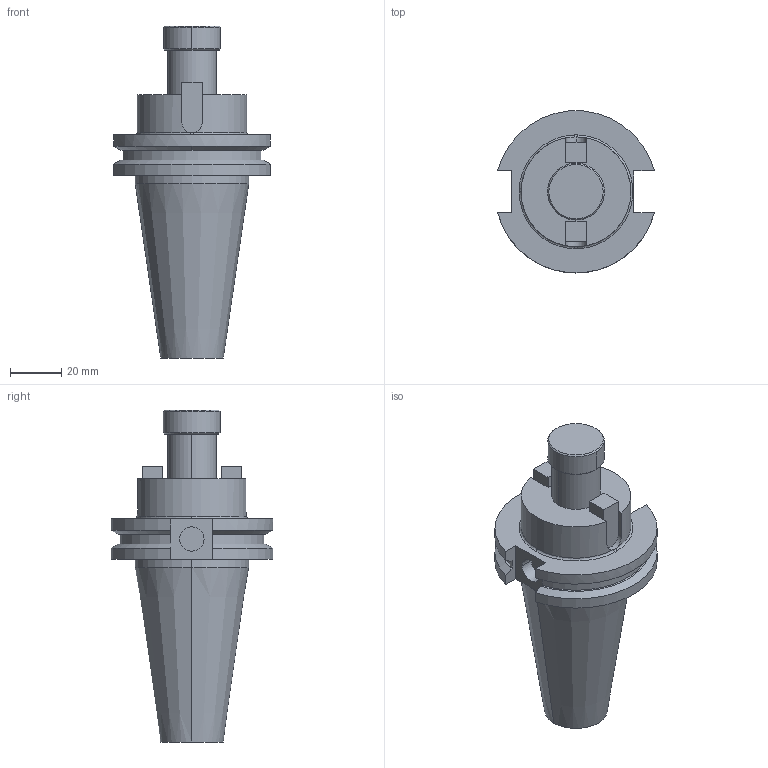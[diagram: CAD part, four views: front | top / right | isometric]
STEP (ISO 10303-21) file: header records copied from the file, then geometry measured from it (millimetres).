
FILE_DESCRIPTION (( 'STEP AP203' ), '1' );
FILE_NAME ('STP-22711.STEP', '2017-01-23T01:39:42', ( '' ), ( '' ), 'SwSTEP 2.0', 'SolidWorks 2015', '' );
FILE_SCHEMA (( 'CONFIG_CONTROL_DESIGN' ));
Length unit declared in the file: millimetre
Products named in the file (1): STP-22711
Bounding box: 61.35 x 63.38 x 129.9 mm (x, y, z)
Volume: 137571 mm3; surface area: 25331.4 mm2
Topology: 4 solids, 4 shells, 83 faces, 199 edges, 129 vertices
Faces by surface type: plane 36, cylinder 29, cone 13, bspline 5
Entity records: 2747 total; most frequent: CARTESIAN_POINT 752, DIRECTION 402, ORIENTED_EDGE 394, EDGE_CURVE 197, AXIS2_PLACEMENT_3D 151, VERTEX_POINT 129, LINE 100, VECTOR 100
